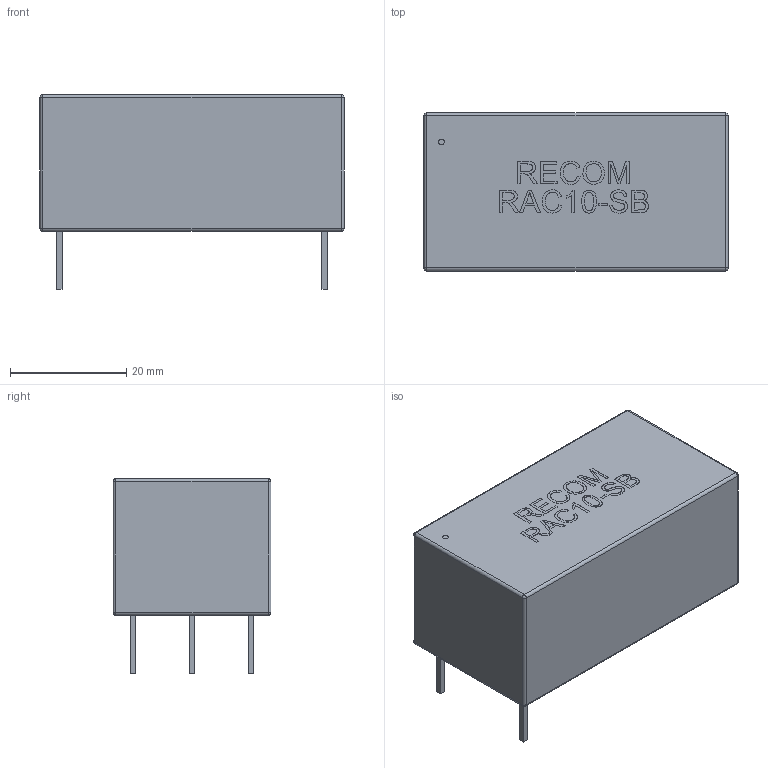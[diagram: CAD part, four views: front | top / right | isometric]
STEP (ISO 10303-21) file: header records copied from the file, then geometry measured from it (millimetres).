
FILE_DESCRIPTION( ( 'Unknown' ), '1' );
FILE_NAME( 'RAC10-SB.stp', 'Unknown', ( 'Unknown' ), ( 'Unknown' ), 'XStep 1.0', 'Unknown', ' ' );
FILE_SCHEMA( ( 'automotive_design' ) );
Length unit declared in the file: millimetre
Products named in the file (1): 1
Bounding box: 52.4 x 27.2 x 33.5 mm (x, y, z)
Volume: 33510.9 mm3; surface area: 6668.2 mm2
Topology: 1 solids, 1 shells, 156 faces, 371 edges, 234 vertices
Faces by surface type: plane 107, extrusion 28, cylinder 13, sphere 8
Full cylindrical faces by diameter (mm): 1 x1
Entity records: 7127 total; most frequent: CARTESIAN_POINT 2648, ORIENTED_EDGE 716, DIRECTION 494, EDGE_CURVE 358, VERTEX_POINT 234, B_SPLINE_CURVE_WITH_KNOTS 204, EDGE_LOOP 186, VECTOR 184
